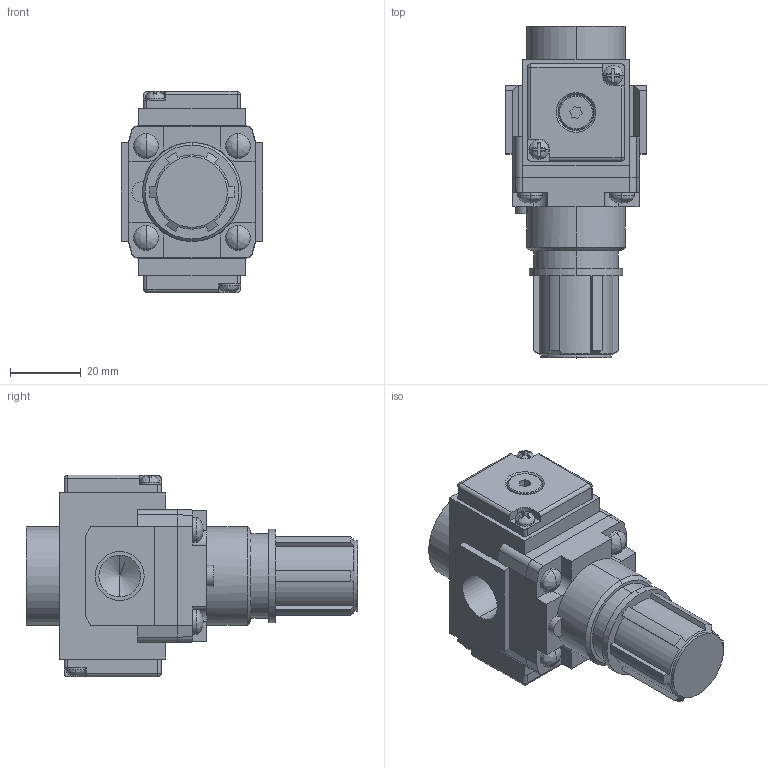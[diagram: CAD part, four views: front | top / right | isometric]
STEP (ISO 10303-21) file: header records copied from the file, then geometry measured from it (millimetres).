
FILE_DESCRIPTION (( 'STEP AP214' ), '1' );
FILE_NAME ('AR20-F02-B.step.step', '2018-07-03T09:43:31', ( '' ), ( '' ), 'SwSTEP 2.0', 'SolidWorks 2018', '' );
FILE_SCHEMA (( 'AUTOMOTIVE_DESIGN' ));
Length unit declared in the file: millimetre
Products named in the file (5): AR20-F02-B.step_AR-B BODY_20-L2R; AR20-F02-B.step_AR-B ACCESSORY_X; AR20-F02-B.step_PLUG_G18; AR20-F02-B.step
Assembly tree (5 placements, depth 2):
  AR20-F02-B.step
    AR20-F02-B.step_AR-B BODY_20-L2R
    AR20-F02-B.step_AR-B ACCESSORY_X
    AR20-F02-B.step_AR-B ACCESSORY_X
    AR20-F02-B.step_PLUG_G18  x2
Bounding box: 40 x 93.9 x 57 mm (x, y, z)
Volume: 91405.8 mm3; surface area: 21021.7 mm2
Topology: 5 solids, 5 shells, 336 faces, 865 edges, 543 vertices
Faces by surface type: plane 196, cylinder 96, cone 24, bspline 16, sphere 4
Entity records: 11402 total; most frequent: CARTESIAN_POINT 2193, ORIENTED_EDGE 1634, DIRECTION 1594, EDGE_CURVE 817, AXIS2_PLACEMENT_3D 534, LINE 526, VECTOR 526, VERTEX_POINT 525
